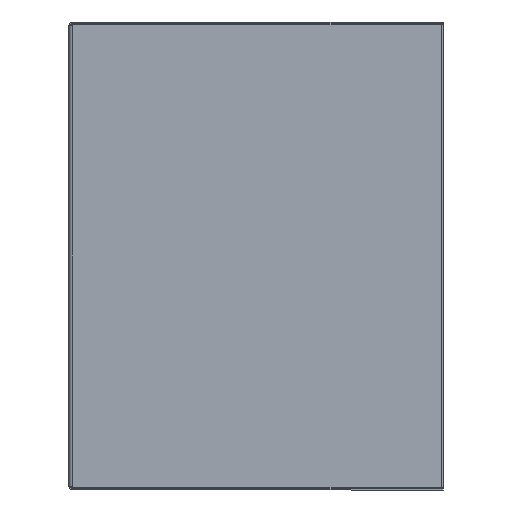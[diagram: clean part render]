
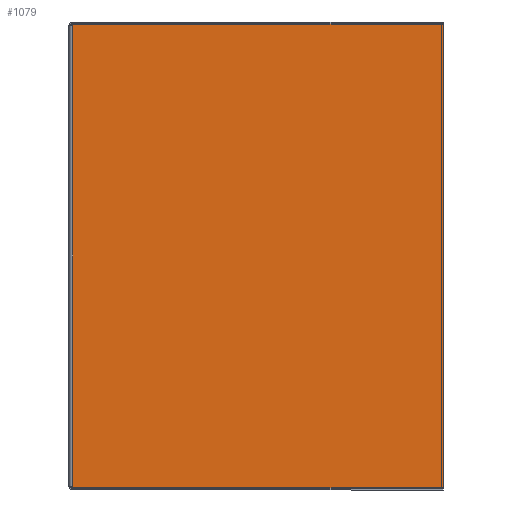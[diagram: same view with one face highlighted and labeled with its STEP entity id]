
A CAD part, left-side view. The second image highlights one B-rep face of the part: STEP entity #1079.
In plain terms, the highlighted planar face has unit normal (-1, 0, 0).
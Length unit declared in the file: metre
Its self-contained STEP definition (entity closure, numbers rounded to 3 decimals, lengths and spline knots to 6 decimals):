
#52=LINE('',#1666,#164);
#57=LINE('',#1677,#169);
#59=LINE('',#1680,#171);
#63=LINE('',#1689,#175);
#65=LINE('',#1692,#177);
#66=LINE('',#1694,#178);
#164=VECTOR('',#1347,1.);
#169=VECTOR('',#1354,1.);
#171=VECTOR('',#1358,1.);
#175=VECTOR('',#1364,1.);
#177=VECTOR('',#1368,1.);
#178=VECTOR('',#1371,1.);
#262=PLANE('',#1183);
#390=ORIENTED_EDGE('',*,*,#645,.F.);
#391=ORIENTED_EDGE('',*,*,#647,.F.);
#392=ORIENTED_EDGE('',*,*,#639,.F.);
#393=ORIENTED_EDGE('',*,*,#641,.T.);
#394=ORIENTED_EDGE('',*,*,#634,.F.);
#395=ORIENTED_EDGE('',*,*,#648,.F.);
#634=EDGE_CURVE('',#770,#771,#52,.F.);
#639=EDGE_CURVE('',#775,#773,#57,.F.);
#641=EDGE_CURVE('',#775,#771,#59,.T.);
#645=EDGE_CURVE('',#779,#777,#63,.F.);
#647=EDGE_CURVE('',#773,#779,#65,.F.);
#648=EDGE_CURVE('',#777,#770,#66,.T.);
#770=VERTEX_POINT('',#1665);
#771=VERTEX_POINT('',#1667);
#773=VERTEX_POINT('',#1672);
#775=VERTEX_POINT('',#1676);
#777=VERTEX_POINT('',#1684);
#779=VERTEX_POINT('',#1688);
#904=EDGE_LOOP('',(#390,#391,#392,#393,#394,#395));
#990=FACE_BOUND('',#904,.T.);
#1079=ADVANCED_FACE('',(#990),#262,.T.);
#1183=AXIS2_PLACEMENT_3D('',#1693,#1369,#1370);
#1347=DIRECTION('',(0.,0.,-1.));
#1354=DIRECTION('',(0.,0.,1.));
#1358=DIRECTION('',(0.,1.,0.));
#1364=DIRECTION('',(0.,0.,-1.));
#1368=DIRECTION('',(0.,-1.,0.));
#1369=DIRECTION('',(-1.,0.,0.));
#1370=DIRECTION('',(0.,-1.,0.));
#1371=DIRECTION('',(0.,0.,1.));
#1665=CARTESIAN_POINT('',(-0.002,-0.004,0.494));
#1666=CARTESIAN_POINT('',(-0.002,-0.004,0.248));
#1667=CARTESIAN_POINT('',(-0.002,-0.004,0.4958));
#1672=CARTESIAN_POINT('',(-0.002,-0.4,0.0002));
#1676=CARTESIAN_POINT('',(-0.002,-0.4,0.4958));
#1677=CARTESIAN_POINT('',(-0.002,-0.4,0.248));
#1680=CARTESIAN_POINT('',(-0.002,-0.201,0.4958));
#1684=CARTESIAN_POINT('',(-0.002,-0.004,0.002));
#1688=CARTESIAN_POINT('',(-0.002,-0.004,0.0002));
#1689=CARTESIAN_POINT('',(-0.002,-0.004,0.248));
#1692=CARTESIAN_POINT('',(-0.002,-0.201,0.0002));
#1693=CARTESIAN_POINT('',(-0.002,-0.201,0.248));
#1694=CARTESIAN_POINT('',(-0.002,-0.004,0.248));
